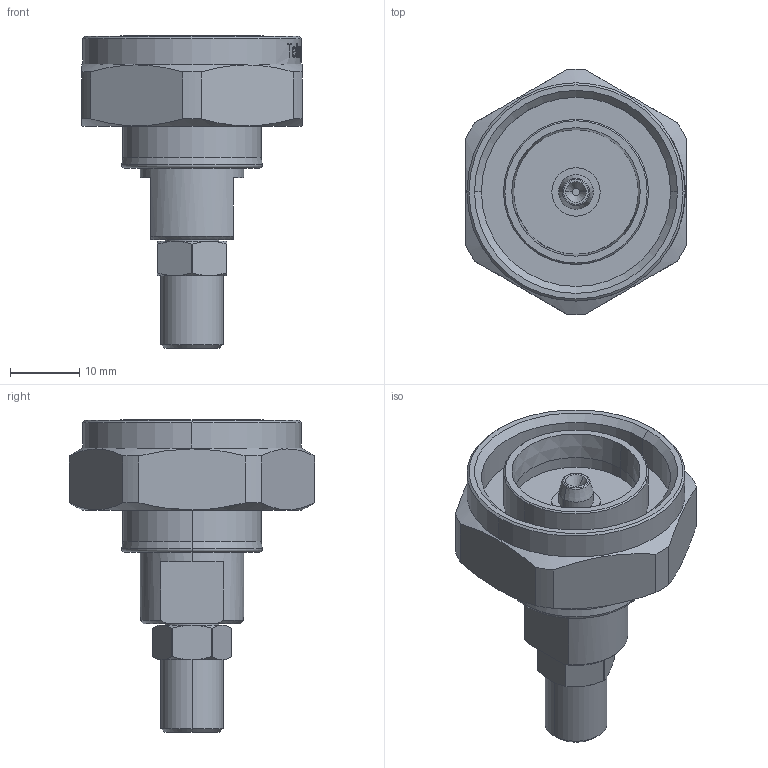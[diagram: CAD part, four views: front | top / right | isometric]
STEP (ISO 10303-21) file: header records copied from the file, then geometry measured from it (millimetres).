
FILE_DESCRIPTION (( 'STEP AP214' ), '1' );
FILE_NAME ('J01120C0070.STEP', '2013-04-24T09:27:42', ( 'Wartung1' ), ( '' ), 'SwSTEP 2.0', 'SolidWorks 2012', '' );
FILE_SCHEMA (( 'AUTOMOTIVE_DESIGN' ));
Length unit declared in the file: millimetre
Products named in the file (1): J01120C0070
Bounding box: 32 x 35.49 x 45.25 mm (x, y, z)
Volume: 12482.1 mm3; surface area: 5901 mm2
Topology: 1 solids, 1 shells, 275 faces, 691 edges, 446 vertices
Faces by surface type: plane 93, bspline 78, cylinder 56, cone 42, torus 6
Entity records: 14295 total; most frequent: CARTESIAN_POINT 5194, ORIENTED_EDGE 1382, DIRECTION 1055, EDGE_CURVE 691, VERTEX_POINT 446, AXIS2_PLACEMENT_3D 384, EDGE_LOOP 303, LINE 287
